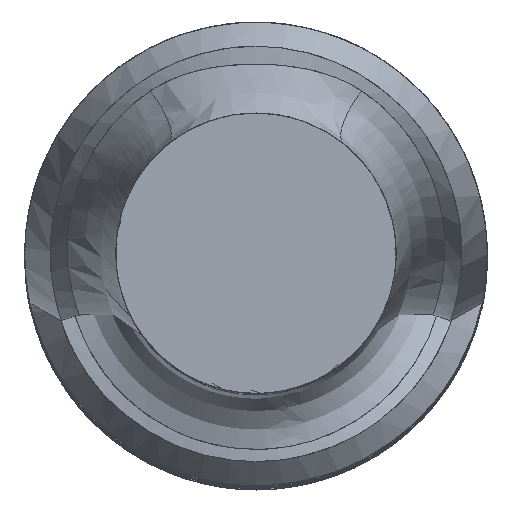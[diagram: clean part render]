
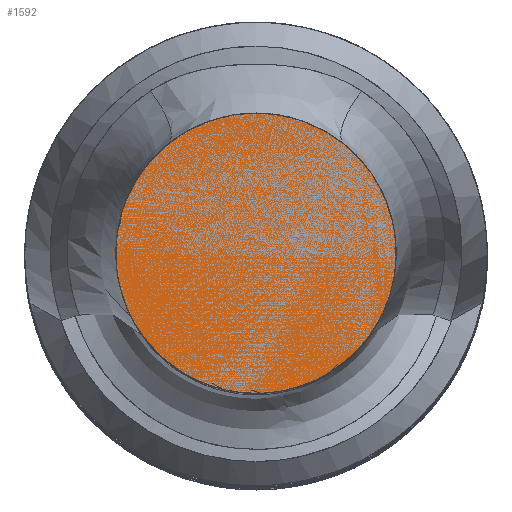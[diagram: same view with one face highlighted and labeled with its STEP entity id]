
A CAD part, top view. The second image highlights one B-rep face of the part: STEP entity #1592.
In plain terms, the highlighted free-form (B-spline) face has degree [1, 1] with [2, 2] control points.
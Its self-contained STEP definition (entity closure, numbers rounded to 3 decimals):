
#1492=CARTESIAN_POINT('',(-23.377,-23.377,325.0));
#1493=CARTESIAN_POINT('',(23.377,-23.377,325.0));
#1494=CARTESIAN_POINT('',(-23.377,23.377,325.0));
#1495=CARTESIAN_POINT('',(23.377,23.377,325.0));
#1496=QUASI_UNIFORM_SURFACE('',1,1,((#1492,#1494),(#1493,#1495)),.UNSPECIFIED.,.F.,.F.,.U.);
#1497=CARTESIAN_POINT('',(14.467,18.009,325.0));
#1498=VERTEX_POINT('',#1497);
#1499=CARTESIAN_POINT('',(14.467,18.009,325.0));
#1500=CARTESIAN_POINT('',(13.687,18.609,325.0));
#1501=CARTESIAN_POINT('',(12.888,19.172,325.0));
#1502=CARTESIAN_POINT('',(11.651,19.949,325.0));
#1503=CARTESIAN_POINT('',(10.369,20.644,325.0));
#1504=CARTESIAN_POINT('',(9.041,21.258,325.0));
#1505=CARTESIAN_POINT('',(7.668,21.79,325.0));
#1506=CARTESIAN_POINT('',(6.734,22.097,325.0));
#1507=CARTESIAN_POINT('',(5.793,22.363,325.0));
#1508=CARTESIAN_POINT('',(4.368,22.686,325.0));
#1509=CARTESIAN_POINT('',(2.928,22.916,325.0));
#1510=CARTESIAN_POINT('',(1.472,23.054,325.0));
#1511=CARTESIAN_POINT('',(0.,23.1,325.0));
#1512=CARTESIAN_POINT('',(-0.983,23.08,325.0));
#1513=CARTESIAN_POINT('',(-1.959,23.018,325.0));
#1514=CARTESIAN_POINT('',(-3.41,22.849,325.0));
#1515=CARTESIAN_POINT('',(-4.845,22.588,325.0));
#1516=CARTESIAN_POINT('',(-6.264,22.235,325.0));
#1517=CARTESIAN_POINT('',(-7.668,21.79,325.0));
#1518=CARTESIAN_POINT('',(-8.589,21.445,325.0));
#1519=CARTESIAN_POINT('',(-9.489,21.063,325.0));
#1520=CARTESIAN_POINT('',(-10.801,20.422,325.0));
#1521=CARTESIAN_POINT('',(-12.069,19.699,325.0));
#1522=CARTESIAN_POINT('',(-13.29,18.895,325.0));
#1523=CARTESIAN_POINT('',(-14.467,18.009,325.0));
#1524=CARTESIAN_POINT('',(-15.814,16.84,325.0));
#1525=CARTESIAN_POINT('',(-17.06,15.577,325.0));
#1526=CARTESIAN_POINT('',(-18.204,14.222,325.0));
#1527=CARTESIAN_POINT('',(-19.247,12.774,325.0));
#1528=CARTESIAN_POINT('',(-20.176,11.251,325.0));
#1529=CARTESIAN_POINT('',(-20.98,9.67,325.0));
#1530=CARTESIAN_POINT('',(-21.66,8.032,325.0));
#1531=CARTESIAN_POINT('',(-22.214,6.336,325.0));
#1532=CARTESIAN_POINT('',(-22.638,4.603,325.0));
#1533=CARTESIAN_POINT('',(-22.925,2.852,325.0));
#1534=CARTESIAN_POINT('',(-23.075,1.085,325.0));
#1535=CARTESIAN_POINT('',(-23.089,-0.699,325.0));
#1536=CARTESIAN_POINT('',(-22.968,-2.479,325.0));
#1537=CARTESIAN_POINT('',(-22.71,-4.234,325.0));
#1538=CARTESIAN_POINT('',(-22.318,-5.964,325.0));
#1539=CARTESIAN_POINT('',(-21.79,-7.668,325.0));
#1540=CARTESIAN_POINT('',(-21.134,-9.327,325.0));
#1541=CARTESIAN_POINT('',(-20.357,-10.922,325.0));
#1542=CARTESIAN_POINT('',(-19.458,-12.451,325.0));
#1543=CARTESIAN_POINT('',(-18.439,-13.915,325.0));
#1544=CARTESIAN_POINT('',(-17.31,-15.297,325.0));
#1545=CARTESIAN_POINT('',(-16.086,-16.581,325.0));
#1546=CARTESIAN_POINT('',(-14.766,-17.765,325.0));
#1547=CARTESIAN_POINT('',(-13.351,-18.851,325.0));
#1548=CARTESIAN_POINT('',(-11.856,-19.826,325.0));
#1549=CARTESIAN_POINT('',(-10.301,-20.678,325.0));
#1550=CARTESIAN_POINT('',(-8.684,-21.407,325.0));
#1551=CARTESIAN_POINT('',(-7.005,-22.012,325.0));
#1552=CARTESIAN_POINT('',(-5.286,-22.488,325.0));
#1553=CARTESIAN_POINT('',(-3.545,-22.828,325.0));
#1554=CARTESIAN_POINT('',(-1.783,-23.032,325.0));
#1555=CARTESIAN_POINT('',(0.,-23.1,325.0));
#1556=CARTESIAN_POINT('',(1.783,-23.032,325.0));
#1557=CARTESIAN_POINT('',(3.545,-22.828,325.0));
#1558=CARTESIAN_POINT('',(5.286,-22.488,325.0));
#1559=CARTESIAN_POINT('',(7.005,-22.012,325.0));
#1560=CARTESIAN_POINT('',(8.684,-21.407,325.0));
#1561=CARTESIAN_POINT('',(10.301,-20.678,325.0));
#1562=CARTESIAN_POINT('',(11.856,-19.826,325.0));
#1563=CARTESIAN_POINT('',(13.351,-18.851,325.0));
#1564=CARTESIAN_POINT('',(14.766,-17.765,325.0));
#1565=CARTESIAN_POINT('',(16.086,-16.581,325.0));
#1566=CARTESIAN_POINT('',(17.31,-15.297,325.0));
#1567=CARTESIAN_POINT('',(18.439,-13.915,325.0));
#1568=CARTESIAN_POINT('',(19.458,-12.451,325.0));
#1569=CARTESIAN_POINT('',(20.357,-10.922,325.0));
#1570=CARTESIAN_POINT('',(21.134,-9.327,325.0));
#1571=CARTESIAN_POINT('',(21.79,-7.668,325.0));
#1572=CARTESIAN_POINT('',(22.318,-5.964,325.0));
#1573=CARTESIAN_POINT('',(22.71,-4.234,325.0));
#1574=CARTESIAN_POINT('',(22.968,-2.479,325.0));
#1575=CARTESIAN_POINT('',(23.089,-0.699,325.0));
#1576=CARTESIAN_POINT('',(23.075,1.085,325.0));
#1577=CARTESIAN_POINT('',(22.925,2.852,325.0));
#1578=CARTESIAN_POINT('',(22.638,4.603,325.0));
#1579=CARTESIAN_POINT('',(22.214,6.336,325.0));
#1580=CARTESIAN_POINT('',(21.66,8.032,325.0));
#1581=CARTESIAN_POINT('',(20.98,9.67,325.0));
#1582=CARTESIAN_POINT('',(20.176,11.251,325.0));
#1583=CARTESIAN_POINT('',(19.247,12.774,325.0));
#1584=CARTESIAN_POINT('',(18.204,14.222,325.0));
#1585=CARTESIAN_POINT('',(17.06,15.577,325.0));
#1586=CARTESIAN_POINT('',(14.467,18.009,325.0));
#1587=B_SPLINE_CURVE_WITH_KNOTS('',1,(#1499,#1500,#1501,#1502,#1503,#1504,#1505,#1506,#1507,#1508,#1509,#1510,#1511,#1512,#1513,#1514,#1515,#1516,#1517,#1518,#1519,#1520,#1521,#1522,#1523,#1524,#1525,#1526,#1527,#1528,#1529,#1530,#1531,#1532,#1533,#1534,#1535,#1536,#1537,#1538,#1539,#1540,#1541,#1542,#1543,#1544,#1545,#1546,#1547,#1548,#1549,#1550,#1551,#1552,#1553,#1554,#1555,#1556,#1557,#1558,#1559,#1560,#1561,#1562,#1563,#1564,#1565,#1566,#1567,#1568,#1569,#1570,#1571,#1572,#1573,#1574,#1575,#1576,#1577,#1578,#1579,#1580,#1581,#1582,#1583,#1584,#1585,#1586),.UNSPECIFIED.,.T.,.U.,(2,1,1,1,1,1,1,1,1,1,1,1,1,1,1,1,1,1,1,1,1,1,1,1,1,1,1,1,1,1,1,1,1,1,1,1,1,1,1,1,1,1,1,1,1,1,1,1,1,1,1,1,1,1,1,1,1,1,1,1,1,1,1,1,1,1,1,1,1,1,1,1,1,1,1,1,1,1,1,1,1,1,1,1,1,1,1,2),(0.0,0.007,0.014,0.024,0.034,0.044,0.054,0.061,0.067,0.077,0.087,0.098,0.108,0.114,0.121,0.131,0.141,0.151,0.162,0.168,0.175,0.185,0.195,0.205,0.215,0.228,0.24,0.252,0.264,0.277,0.289,0.301,0.314,0.326,0.338,0.35,0.363,0.375,0.387,0.399,0.412,0.424,0.436,0.448,0.461,0.473,0.485,0.497,0.51,0.522,0.534,0.546,0.559,0.571,0.583,0.595,0.608,0.62,0.632,0.644,0.657,0.669,0.681,0.694,0.706,0.718,0.73,0.743,0.755,0.767,0.779,0.792,0.804,0.816,0.828,0.841,0.853,0.865,0.877,0.89,0.902,0.914,0.926,0.939,0.951,0.963,0.976,1.0),.UNSPECIFIED.);
#1588=EDGE_CURVE('',#1498,#1498,#1587,.T.);
#1589=ORIENTED_EDGE('',*,*,#1588,.T.);
#1590=EDGE_LOOP('',(#1589));
#1591=FACE_OUTER_BOUND('',#1590,.T.);
#1592=ADVANCED_FACE('',(#1591),#1496,.T.);
